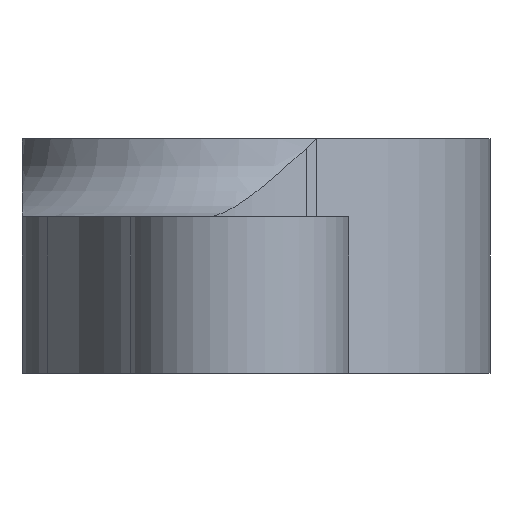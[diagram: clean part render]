
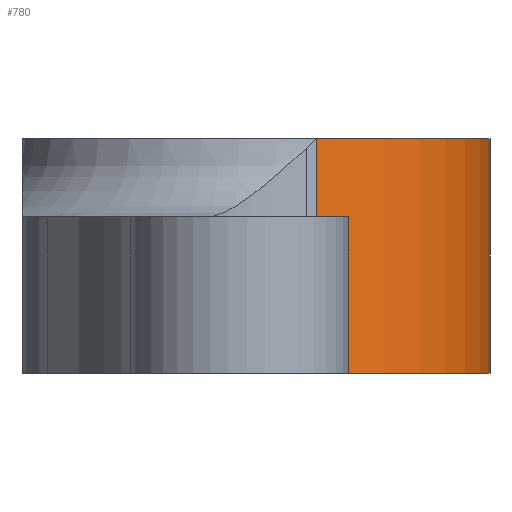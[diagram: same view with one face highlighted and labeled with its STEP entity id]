
A CAD part, left-side view. The second image highlights one B-rep face of the part: STEP entity #780.
In plain terms, the highlighted cylindrical face has radius 15 mm (diameter 30 mm), a partial arc.
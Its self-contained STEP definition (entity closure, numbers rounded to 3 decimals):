
#468=CARTESIAN_POINT('',(-14.487,-3.889,0.));
#469=VERTEX_POINT('',#468);
#477=CARTESIAN_POINT('',(14.234,4.731,0.));
#478=VERTEX_POINT('',#477);
#479=CARTESIAN_POINT('',(0.,0.,0.));
#480=DIRECTION('',(0.0,0.0,-1.0));
#481=DIRECTION('',(0.949,0.315,0.0));
#482=AXIS2_PLACEMENT_3D('',#479,#480,#481);
#483=CIRCLE('',#482,15.0);
#484=EDGE_CURVE('',#478,#469,#483,.T.);
#501=CARTESIAN_POINT('',(14.234,4.731,-15.0));
#502=VERTEX_POINT('',#501);
#503=CARTESIAN_POINT('',(14.234,4.731,0.));
#504=DIRECTION('',(-0.0,-0.0,-1.0));
#505=VECTOR('',#504,15.0);
#506=LINE('',#503,#505);
#507=EDGE_CURVE('',#478,#502,#506,.T.);
#544=CARTESIAN_POINT('',(-14.487,-3.889,-15.0));
#545=VERTEX_POINT('',#544);
#546=CARTESIAN_POINT('',(0.,0.,-15.0));
#547=DIRECTION('',(0.0,0.0,-1.0));
#548=DIRECTION('',(0.949,0.315,0.0));
#549=AXIS2_PLACEMENT_3D('',#546,#547,#548);
#550=CIRCLE('',#549,15.0);
#551=EDGE_CURVE('',#502,#545,#550,.T.);
#759=CARTESIAN_POINT('',(-14.487,-3.889,-15.0));
#760=DIRECTION('',(0.0,0.0,1.0));
#761=VECTOR('',#760,15.0);
#762=LINE('',#759,#761);
#763=EDGE_CURVE('',#545,#469,#762,.T.);
#769=CARTESIAN_POINT('',(0.,0.,-15.0));
#770=DIRECTION('',(0.0,-0.0,1.0));
#771=DIRECTION('',(0.949,0.315,0.0));
#772=AXIS2_PLACEMENT_3D('',#769,#770,#771);
#773=CYLINDRICAL_SURFACE('',#772,15.0);
#774=ORIENTED_EDGE('',*,*,#507,.F.);
#775=ORIENTED_EDGE('',*,*,#484,.T.);
#776=ORIENTED_EDGE('',*,*,#763,.F.);
#777=ORIENTED_EDGE('',*,*,#551,.F.);
#778=EDGE_LOOP('',(#774,#775,#776,#777));
#779=FACE_BOUND('',#778,.T.);
#780=ADVANCED_FACE('',(#779),#773,.T.);
